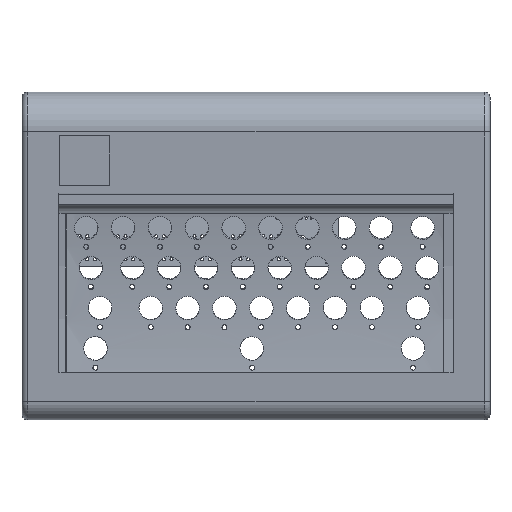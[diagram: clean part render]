
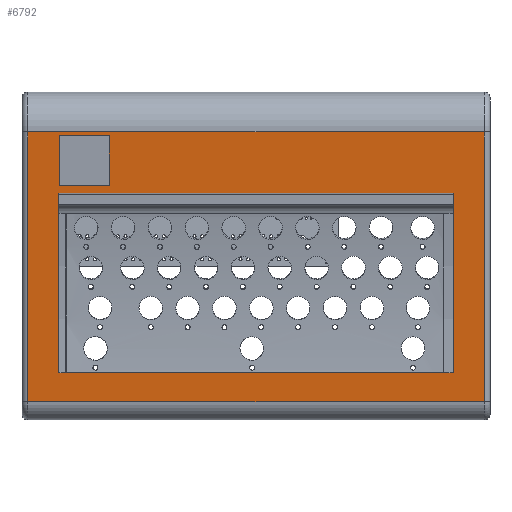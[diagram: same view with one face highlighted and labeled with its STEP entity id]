
A CAD part, top view. The second image highlights one B-rep face of the part: STEP entity #6792.
In plain terms, the highlighted planar face has unit normal (0, -0.113, 0.994).
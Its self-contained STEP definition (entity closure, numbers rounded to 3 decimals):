
#515=FACE_BOUND('',#1834,.T.);
#516=FACE_BOUND('',#1835,.T.);
#1138=FACE_OUTER_BOUND('',#1833,.T.);
#1833=EDGE_LOOP('',(#6013,#6014,#6015,#6016));
#1834=EDGE_LOOP('',(#6017,#6018,#6019,#6020));
#1835=EDGE_LOOP('',(#6021,#6022,#6023,#6024,#6025,#6026,#6027,#6028));
#2165=LINE('',#24902,#2563);
#2169=LINE('',#24910,#2567);
#2172=LINE('',#24916,#2570);
#2175=LINE('',#24921,#2573);
#2192=LINE('',#24970,#2590);
#2204=LINE('',#25181,#2602);
#2205=LINE('',#25182,#2603);
#2206=LINE('',#25183,#2604);
#2207=LINE('',#25186,#2605);
#2208=LINE('',#25188,#2606);
#2209=LINE('',#25190,#2607);
#2210=LINE('',#25192,#2608);
#2211=LINE('',#25194,#2609);
#2212=LINE('',#25196,#2610);
#2213=LINE('',#25198,#2611);
#2214=LINE('',#25199,#2612);
#2563=VECTOR('',#8694,10.);
#2567=VECTOR('',#8700,10.);
#2570=VECTOR('',#8705,10.);
#2573=VECTOR('',#8710,10.);
#2590=VECTOR('',#8759,10.);
#2602=VECTOR('',#8797,10.);
#2603=VECTOR('',#8798,10.);
#2604=VECTOR('',#8799,10.);
#2605=VECTOR('',#8800,10.);
#2606=VECTOR('',#8801,10.);
#2607=VECTOR('',#8802,10.);
#2608=VECTOR('',#8803,10.);
#2609=VECTOR('',#8804,10.);
#2610=VECTOR('',#8805,10.);
#2611=VECTOR('',#8806,10.);
#2612=VECTOR('',#8807,10.);
#3519=VERTEX_POINT('',#24900);
#3520=VERTEX_POINT('',#24901);
#3523=VERTEX_POINT('',#24909);
#3525=VERTEX_POINT('',#24915);
#3541=VERTEX_POINT('',#24968);
#3542=VERTEX_POINT('',#24969);
#3564=VERTEX_POINT('',#25179);
#3565=VERTEX_POINT('',#25180);
#3566=VERTEX_POINT('',#25184);
#3567=VERTEX_POINT('',#25185);
#3568=VERTEX_POINT('',#25187);
#3569=VERTEX_POINT('',#25189);
#3570=VERTEX_POINT('',#25191);
#3571=VERTEX_POINT('',#25193);
#3572=VERTEX_POINT('',#25195);
#3573=VERTEX_POINT('',#25197);
#4347=EDGE_CURVE('',#3519,#3520,#2165,.T.);
#4351=EDGE_CURVE('',#3523,#3519,#2169,.T.);
#4354=EDGE_CURVE('',#3525,#3523,#2172,.T.);
#4357=EDGE_CURVE('',#3520,#3525,#2175,.T.);
#4381=EDGE_CURVE('',#3541,#3542,#2192,.T.);
#4409=EDGE_CURVE('',#3564,#3565,#2204,.T.);
#4410=EDGE_CURVE('',#3564,#3542,#2205,.T.);
#4411=EDGE_CURVE('',#3565,#3541,#2206,.T.);
#4412=EDGE_CURVE('',#3566,#3567,#2207,.T.);
#4413=EDGE_CURVE('',#3567,#3568,#2208,.T.);
#4414=EDGE_CURVE('',#3568,#3569,#2209,.T.);
#4415=EDGE_CURVE('',#3569,#3570,#2210,.T.);
#4416=EDGE_CURVE('',#3570,#3571,#2211,.T.);
#4417=EDGE_CURVE('',#3571,#3572,#2212,.T.);
#4418=EDGE_CURVE('',#3572,#3573,#2213,.T.);
#4419=EDGE_CURVE('',#3573,#3566,#2214,.T.);
#6013=ORIENTED_EDGE('',*,*,#4409,.F.);
#6014=ORIENTED_EDGE('',*,*,#4410,.T.);
#6015=ORIENTED_EDGE('',*,*,#4381,.F.);
#6016=ORIENTED_EDGE('',*,*,#4411,.F.);
#6017=ORIENTED_EDGE('',*,*,#4347,.T.);
#6018=ORIENTED_EDGE('',*,*,#4357,.T.);
#6019=ORIENTED_EDGE('',*,*,#4354,.T.);
#6020=ORIENTED_EDGE('',*,*,#4351,.T.);
#6021=ORIENTED_EDGE('',*,*,#4412,.T.);
#6022=ORIENTED_EDGE('',*,*,#4413,.T.);
#6023=ORIENTED_EDGE('',*,*,#4414,.T.);
#6024=ORIENTED_EDGE('',*,*,#4415,.T.);
#6025=ORIENTED_EDGE('',*,*,#4416,.T.);
#6026=ORIENTED_EDGE('',*,*,#4417,.T.);
#6027=ORIENTED_EDGE('',*,*,#4418,.T.);
#6028=ORIENTED_EDGE('',*,*,#4419,.T.);
#6483=PLANE('',#7447);
#6792=ADVANCED_FACE('',(#1138,#515,#516),#6483,.T.);
#7447=AXIS2_PLACEMENT_3D('',#25178,#8795,#8796);
#8694=DIRECTION('',(0.,-0.994,-0.113));
#8700=DIRECTION('',(1.,0.,0.));
#8705=DIRECTION('',(0.,0.994,0.113));
#8710=DIRECTION('',(-1.,0.,0.));
#8759=DIRECTION('',(0.,0.994,0.113));
#8795=DIRECTION('center_axis',(0.,-0.113,0.994));
#8796=DIRECTION('ref_axis',(0.,0.994,0.113));
#8797=DIRECTION('',(0.,-0.994,-0.113));
#8798=DIRECTION('',(-1.,0.,0.));
#8799=DIRECTION('',(-1.,0.,0.));
#8800=DIRECTION('',(-1.,0.,0.));
#8801=DIRECTION('',(-1.,0.,0.));
#8802=DIRECTION('',(0.,0.994,0.113));
#8803=DIRECTION('',(0.,0.994,0.113));
#8804=DIRECTION('',(1.,0.,0.));
#8805=DIRECTION('',(0.,-0.994,-0.113));
#8806=DIRECTION('',(0.,-0.994,-0.113));
#8807=DIRECTION('',(-1.,0.,0.));
#24900=CARTESIAN_POINT('',(45.226,147.435,36.798));
#24901=CARTESIAN_POINT('',(45.226,121.603,33.855));
#24902=CARTESIAN_POINT('',(45.226,78.685,28.965));
#24909=CARTESIAN_POINT('',(19.226,147.435,36.798));
#24910=CARTESIAN_POINT('',(12.363,147.435,36.798));
#24915=CARTESIAN_POINT('',(19.226,121.603,33.855));
#24916=CARTESIAN_POINT('',(19.226,65.768,27.493));
#24921=CARTESIAN_POINT('',(25.363,121.603,33.855));
#24968=CARTESIAN_POINT('',(3.,9.934,21.132));
#24969=CARTESIAN_POINT('',(3.,149.331,37.014));
#24970=CARTESIAN_POINT('',(3.,41.565,24.736));
#25178=CARTESIAN_POINT('Origin',(5.5,9.934,21.132));
#25179=CARTESIAN_POINT('',(238.9,149.331,37.014));
#25180=CARTESIAN_POINT('',(238.9,9.934,21.132));
#25181=CARTESIAN_POINT('',(238.9,42.916,24.89));
#25182=CARTESIAN_POINT('',(0.,149.331,37.014));
#25183=CARTESIAN_POINT('',(5.5,9.934,21.132));
#25184=CARTESIAN_POINT('',(217.9,24.839,22.83));
#25185=CARTESIAN_POINT('',(22.5,24.839,22.83));
#25186=CARTESIAN_POINT('',(268.,24.839,22.83));
#25187=CARTESIAN_POINT('',(19.,24.839,22.83));
#25188=CARTESIAN_POINT('',(24.,24.839,22.83));
#25189=CARTESIAN_POINT('',(19.,107.306,32.226));
#25190=CARTESIAN_POINT('',(19.,118.036,33.449));
#25191=CARTESIAN_POINT('',(19.,117.738,33.415));
#25192=CARTESIAN_POINT('',(19.,143.869,36.392));
#25193=CARTESIAN_POINT('',(222.9,117.738,33.415));
#25194=CARTESIAN_POINT('',(232.4,117.738,33.415));
#25195=CARTESIAN_POINT('',(222.9,107.306,32.226));
#25196=CARTESIAN_POINT('',(222.9,141.385,36.109));
#25197=CARTESIAN_POINT('',(222.9,24.839,22.83));
#25198=CARTESIAN_POINT('',(222.9,118.036,33.449));
#25199=CARTESIAN_POINT('',(-14.1,24.839,22.83));
